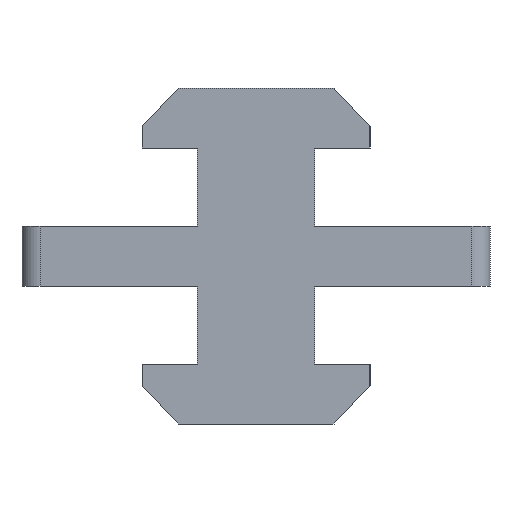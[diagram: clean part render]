
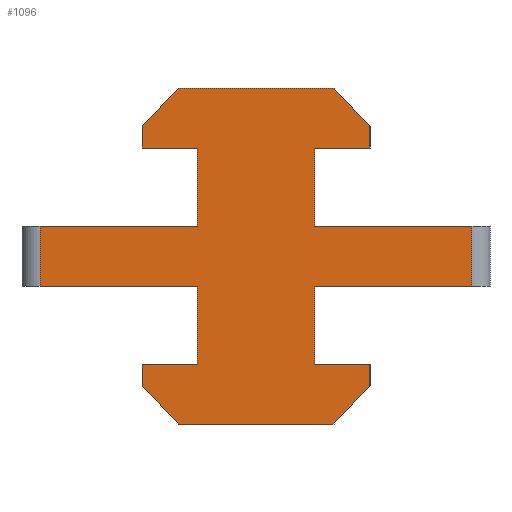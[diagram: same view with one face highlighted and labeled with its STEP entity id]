
A CAD part, left-side view. The second image highlights one B-rep face of the part: STEP entity #1096.
In plain terms, the highlighted planar face has unit normal (-1, 0, 0).
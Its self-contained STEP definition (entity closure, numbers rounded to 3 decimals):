
#97=FACE_OUTER_BOUND('',#161,.T.);
#161=EDGE_LOOP('',(#759,#760,#761,#762,#763,#764,#765,#766,#767,#768,#769,
#770,#771,#772,#773,#774,#775,#776,#777,#778,#779,#780,#781,#782));
#232=LINE('',#1615,#349);
#244=LINE('',#1663,#361);
#245=LINE('',#1667,#362);
#246=LINE('',#1669,#363);
#247=LINE('',#1671,#364);
#248=LINE('',#1673,#365);
#249=LINE('',#1674,#366);
#250=LINE('',#1676,#367);
#251=LINE('',#1678,#368);
#252=LINE('',#1680,#369);
#253=LINE('',#1682,#370);
#254=LINE('',#1683,#371);
#255=LINE('',#1685,#372);
#256=LINE('',#1687,#373);
#257=LINE('',#1689,#374);
#258=LINE('',#1691,#375);
#259=LINE('',#1693,#376);
#260=LINE('',#1695,#377);
#261=LINE('',#1697,#378);
#262=LINE('',#1699,#379);
#263=LINE('',#1701,#380);
#264=LINE('',#1703,#381);
#265=LINE('',#1705,#382);
#266=LINE('',#1706,#383);
#349=VECTOR('',#1286,1000.);
#361=VECTOR('',#1330,1000.);
#362=VECTOR('',#1333,1000.);
#363=VECTOR('',#1334,1000.);
#364=VECTOR('',#1335,1000.);
#365=VECTOR('',#1336,1000.);
#366=VECTOR('',#1337,1000.);
#367=VECTOR('',#1338,1000.);
#368=VECTOR('',#1339,1000.);
#369=VECTOR('',#1340,1000.);
#370=VECTOR('',#1341,1000.);
#371=VECTOR('',#1342,1000.);
#372=VECTOR('',#1343,1000.);
#373=VECTOR('',#1344,1000.);
#374=VECTOR('',#1345,1000.);
#375=VECTOR('',#1346,1000.);
#376=VECTOR('',#1347,1000.);
#377=VECTOR('',#1348,1000.);
#378=VECTOR('',#1349,1000.);
#379=VECTOR('',#1350,1000.);
#380=VECTOR('',#1351,1000.);
#381=VECTOR('',#1352,1000.);
#382=VECTOR('',#1353,1000.);
#383=VECTOR('',#1354,1000.);
#466=VERTEX_POINT('',#1613);
#467=VERTEX_POINT('',#1614);
#485=VERTEX_POINT('',#1657);
#487=VERTEX_POINT('',#1661);
#488=VERTEX_POINT('',#1665);
#489=VERTEX_POINT('',#1666);
#490=VERTEX_POINT('',#1668);
#491=VERTEX_POINT('',#1670);
#492=VERTEX_POINT('',#1672);
#493=VERTEX_POINT('',#1675);
#494=VERTEX_POINT('',#1677);
#495=VERTEX_POINT('',#1679);
#496=VERTEX_POINT('',#1681);
#497=VERTEX_POINT('',#1684);
#498=VERTEX_POINT('',#1686);
#499=VERTEX_POINT('',#1688);
#500=VERTEX_POINT('',#1690);
#501=VERTEX_POINT('',#1692);
#502=VERTEX_POINT('',#1694);
#503=VERTEX_POINT('',#1696);
#504=VERTEX_POINT('',#1698);
#505=VERTEX_POINT('',#1700);
#506=VERTEX_POINT('',#1702);
#507=VERTEX_POINT('',#1704);
#572=EDGE_CURVE('',#466,#467,#232,.T.);
#596=EDGE_CURVE('',#487,#485,#244,.T.);
#597=EDGE_CURVE('',#488,#489,#245,.T.);
#598=EDGE_CURVE('',#490,#488,#246,.T.);
#599=EDGE_CURVE('',#491,#490,#247,.T.);
#600=EDGE_CURVE('',#492,#491,#248,.T.);
#601=EDGE_CURVE('',#485,#492,#249,.T.);
#602=EDGE_CURVE('',#493,#487,#250,.T.);
#603=EDGE_CURVE('',#494,#493,#251,.T.);
#604=EDGE_CURVE('',#495,#494,#252,.T.);
#605=EDGE_CURVE('',#496,#495,#253,.T.);
#606=EDGE_CURVE('',#466,#496,#254,.T.);
#607=EDGE_CURVE('',#497,#467,#255,.T.);
#608=EDGE_CURVE('',#498,#497,#256,.T.);
#609=EDGE_CURVE('',#499,#498,#257,.T.);
#610=EDGE_CURVE('',#500,#499,#258,.T.);
#611=EDGE_CURVE('',#501,#500,#259,.T.);
#612=EDGE_CURVE('',#501,#502,#260,.T.);
#613=EDGE_CURVE('',#503,#502,#261,.T.);
#614=EDGE_CURVE('',#504,#503,#262,.T.);
#615=EDGE_CURVE('',#505,#504,#263,.T.);
#616=EDGE_CURVE('',#506,#505,#264,.T.);
#617=EDGE_CURVE('',#507,#506,#265,.T.);
#618=EDGE_CURVE('',#489,#507,#266,.T.);
#759=ORIENTED_EDGE('',*,*,#597,.F.);
#760=ORIENTED_EDGE('',*,*,#598,.F.);
#761=ORIENTED_EDGE('',*,*,#599,.F.);
#762=ORIENTED_EDGE('',*,*,#600,.F.);
#763=ORIENTED_EDGE('',*,*,#601,.F.);
#764=ORIENTED_EDGE('',*,*,#596,.F.);
#765=ORIENTED_EDGE('',*,*,#602,.F.);
#766=ORIENTED_EDGE('',*,*,#603,.F.);
#767=ORIENTED_EDGE('',*,*,#604,.F.);
#768=ORIENTED_EDGE('',*,*,#605,.F.);
#769=ORIENTED_EDGE('',*,*,#606,.F.);
#770=ORIENTED_EDGE('',*,*,#572,.T.);
#771=ORIENTED_EDGE('',*,*,#607,.F.);
#772=ORIENTED_EDGE('',*,*,#608,.F.);
#773=ORIENTED_EDGE('',*,*,#609,.F.);
#774=ORIENTED_EDGE('',*,*,#610,.F.);
#775=ORIENTED_EDGE('',*,*,#611,.F.);
#776=ORIENTED_EDGE('',*,*,#612,.T.);
#777=ORIENTED_EDGE('',*,*,#613,.F.);
#778=ORIENTED_EDGE('',*,*,#614,.F.);
#779=ORIENTED_EDGE('',*,*,#615,.F.);
#780=ORIENTED_EDGE('',*,*,#616,.F.);
#781=ORIENTED_EDGE('',*,*,#617,.F.);
#782=ORIENTED_EDGE('',*,*,#618,.F.);
#1050=PLANE('',#1194);
#1096=ADVANCED_FACE('',(#97),#1050,.T.);
#1194=AXIS2_PLACEMENT_3D('',#1664,#1331,#1332);
#1286=DIRECTION('',(0.,-1.,0.));
#1330=DIRECTION('',(0.,0.,1.));
#1331=DIRECTION('center_axis',(-1.,0.,0.));
#1332=DIRECTION('ref_axis',(0.,0.,1.));
#1333=DIRECTION('',(0.,-0.684,0.73));
#1334=DIRECTION('',(0.,0.,1.));
#1335=DIRECTION('',(0.,1.,0.));
#1336=DIRECTION('',(0.,0.,1.));
#1337=DIRECTION('',(0.,-1.,0.));
#1338=DIRECTION('',(0.,1.,0.));
#1339=DIRECTION('',(0.,0.,1.));
#1340=DIRECTION('',(0.,-1.,0.));
#1341=DIRECTION('',(0.,0.,1.));
#1342=DIRECTION('',(0.,0.684,0.73));
#1343=DIRECTION('',(0.,0.684,-0.73));
#1344=DIRECTION('',(0.,0.,-1.));
#1345=DIRECTION('',(0.,-1.,0.));
#1346=DIRECTION('',(0.,0.,-1.));
#1347=DIRECTION('',(0.,1.,0.));
#1348=DIRECTION('',(0.,0.,1.));
#1349=DIRECTION('',(0.,-1.,0.));
#1350=DIRECTION('',(0.,0.,-1.));
#1351=DIRECTION('',(0.,1.,0.));
#1352=DIRECTION('',(0.,0.,-1.));
#1353=DIRECTION('',(0.,-0.684,-0.73));
#1354=DIRECTION('',(0.,-1.,0.));
#1613=CARTESIAN_POINT('',(-40.,6.5,-28.));
#1614=CARTESIAN_POINT('',(-40.,-6.5,-28.));
#1615=CARTESIAN_POINT('',(-40.,18.,-28.));
#1657=CARTESIAN_POINT('',(-40.,18.,-11.5));
#1661=CARTESIAN_POINT('',(-40.,18.,-16.5));
#1663=CARTESIAN_POINT('',(-40.,18.,-28.));
#1664=CARTESIAN_POINT('Origin',(-40.,18.,-28.));
#1665=CARTESIAN_POINT('',(-40.,9.5,-3.2));
#1666=CARTESIAN_POINT('',(-40.,6.5,0.));
#1667=CARTESIAN_POINT('',(-40.,25.85,-20.64));
#1668=CARTESIAN_POINT('',(-40.,9.5,-5.));
#1669=CARTESIAN_POINT('',(-40.,9.5,-28.));
#1670=CARTESIAN_POINT('',(-40.,4.9,-5.));
#1671=CARTESIAN_POINT('',(-40.,18.,-5.));
#1672=CARTESIAN_POINT('',(-40.,4.9,-11.5));
#1673=CARTESIAN_POINT('',(-40.,4.9,-28.));
#1674=CARTESIAN_POINT('',(-40.,18.,-11.5));
#1675=CARTESIAN_POINT('',(-40.,4.9,-16.5));
#1676=CARTESIAN_POINT('',(-40.,18.,-16.5));
#1677=CARTESIAN_POINT('',(-40.,4.9,-23.));
#1678=CARTESIAN_POINT('',(-40.,4.9,-28.));
#1679=CARTESIAN_POINT('',(-40.,9.5,-23.));
#1680=CARTESIAN_POINT('',(-40.,18.,-23.));
#1681=CARTESIAN_POINT('',(-40.,9.5,-24.8));
#1682=CARTESIAN_POINT('',(-40.,9.5,-28.));
#1683=CARTESIAN_POINT('',(-40.,11.879,-22.262));
#1684=CARTESIAN_POINT('',(-40.,-9.5,-24.8));
#1685=CARTESIAN_POINT('',(-40.,4.96,-40.225));
#1686=CARTESIAN_POINT('',(-40.,-9.5,-23.));
#1687=CARTESIAN_POINT('',(-40.,-9.5,-28.));
#1688=CARTESIAN_POINT('',(-40.,-4.9,-23.));
#1689=CARTESIAN_POINT('',(-40.,18.,-23.));
#1690=CARTESIAN_POINT('',(-40.,-4.9,-16.5));
#1691=CARTESIAN_POINT('',(-40.,-4.9,-28.));
#1692=CARTESIAN_POINT('',(-40.,-18.,-16.5));
#1693=CARTESIAN_POINT('',(-40.,18.,-16.5));
#1694=CARTESIAN_POINT('',(-40.,-18.,-11.5));
#1695=CARTESIAN_POINT('',(-40.,-18.,-28.));
#1696=CARTESIAN_POINT('',(-40.,-4.9,-11.5));
#1697=CARTESIAN_POINT('',(-40.,18.,-11.5));
#1698=CARTESIAN_POINT('',(-40.,-4.9,-5.));
#1699=CARTESIAN_POINT('',(-40.,-4.9,-28.));
#1700=CARTESIAN_POINT('',(-40.,-9.5,-5.));
#1701=CARTESIAN_POINT('',(-40.,18.,-5.));
#1702=CARTESIAN_POINT('',(-40.,-9.5,-3.2));
#1703=CARTESIAN_POINT('',(-40.,-9.5,-28.));
#1704=CARTESIAN_POINT('',(-40.,-6.5,0.));
#1705=CARTESIAN_POINT('',(-40.,-9.01,-2.678));
#1706=CARTESIAN_POINT('',(-40.,18.,0.));
